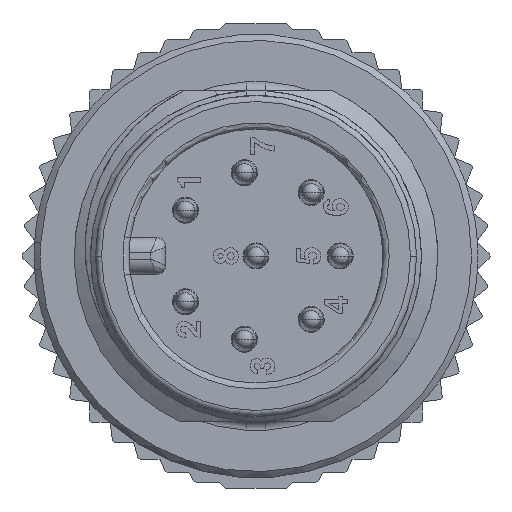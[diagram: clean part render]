
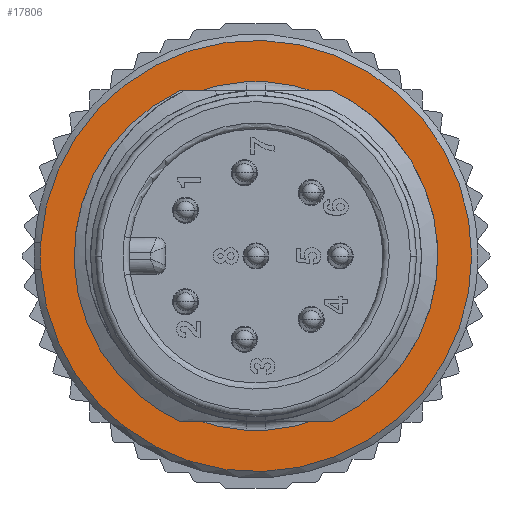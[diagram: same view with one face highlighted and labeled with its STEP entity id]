
A CAD part, left-side view. The second image highlights one B-rep face of the part: STEP entity #17806.
In plain terms, the highlighted planar face has unit normal (-1, 0, 0).
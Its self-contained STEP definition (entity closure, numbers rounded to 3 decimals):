
#1045=CARTESIAN_POINT('',(8.,0.,0.));
#1046=DIRECTION('',(1.,0.,0.));
#1047=DIRECTION('',(0.,0.998,0.063));
#1048=AXIS2_PLACEMENT_3D('',#1045,#1046,#1047);
#1050=CARTESIAN_POINT('',(8.,0.,0.));
#1051=DIRECTION('',(1.,0.,0.));
#1052=DIRECTION('',(0.,-1.,0.));
#1053=AXIS2_PLACEMENT_3D('',#1050,#1051,#1052);
#1055=CARTESIAN_POINT('',(8.,0.,0.));
#1056=DIRECTION('',(1.,0.,0.));
#1057=DIRECTION('',(0.,0.998,-0.063));
#1058=AXIS2_PLACEMENT_3D('',#1055,#1056,#1057);
#1060=CARTESIAN_POINT('',(8.,0.,0.));
#1061=DIRECTION('',(1.,0.,0.));
#1062=DIRECTION('',(0.,1.,0.));
#1063=AXIS2_PLACEMENT_3D('',#1060,#1061,#1062);
#1065=CARTESIAN_POINT('',(8.,0.,0.));
#1066=DIRECTION('',(-1.,0.,0.));
#1067=DIRECTION('',(0.,0.054,0.999));
#1068=AXIS2_PLACEMENT_3D('',#1065,#1066,#1067);
#1070=CARTESIAN_POINT('',(8.,0.,0.));
#1071=DIRECTION('',(-1.,0.,0.));
#1072=DIRECTION('',(0.,1.,-0.002));
#1073=AXIS2_PLACEMENT_3D('',#1070,#1071,#1072);
#1075=CARTESIAN_POINT('',(8.,0.,0.));
#1076=DIRECTION('',(-1.,0.,0.));
#1077=DIRECTION('',(0.,-0.054,-0.999));
#1078=AXIS2_PLACEMENT_3D('',#1075,#1076,#1077);
#1080=CARTESIAN_POINT('',(8.,0.,0.));
#1081=DIRECTION('',(-1.,0.,0.));
#1082=DIRECTION('',(0.,-1.,0.002));
#1083=AXIS2_PLACEMENT_3D('',#1080,#1081,#1082);
#4220=DIRECTION('',(0.,-1.,0.));
#4221=VECTOR('',#4220,0.622);
#4222=CARTESIAN_POINT('',(8.,0.31,5.7));
#4223=LINE('',#4222,#4221);
#4236=DIRECTION('',(0.,1.,0.));
#4237=VECTOR('',#4236,0.622);
#4238=CARTESIAN_POINT('',(8.,-0.31,-5.7));
#4239=LINE('',#4238,#4237);
#13326=CARTESIAN_POINT('',(8.,7.05,0.));
#13327=CARTESIAN_POINT('',(8.,7.036,0.443));
#13328=VERTEX_POINT('',#13326);
#13329=VERTEX_POINT('',#13327);
#13330=CARTESIAN_POINT('',(8.,7.036,-0.443));
#13331=VERTEX_POINT('',#13330);
#13332=CARTESIAN_POINT('',(8.,-7.05,0.));
#13333=VERTEX_POINT('',#13332);
#13334=CARTESIAN_POINT('',(8.,5.708,-0.009));
#13335=CARTESIAN_POINT('',(8.,0.311,-5.7));
#13336=VERTEX_POINT('',#13334);
#13337=VERTEX_POINT('',#13335);
#13338=CARTESIAN_POINT('',(8.,0.308,5.7));
#13339=VERTEX_POINT('',#13338);
#13340=CARTESIAN_POINT('',(8.,-0.31,-5.7));
#13341=VERTEX_POINT('',#13340);
#13342=CARTESIAN_POINT('',(8.,-5.708,0.009));
#13343=CARTESIAN_POINT('',(8.,-0.311,5.7));
#13344=VERTEX_POINT('',#13342);
#13345=VERTEX_POINT('',#13343);
#17779=CARTESIAN_POINT('',(8.,6.78,-6.78));
#17780=DIRECTION('',(-1.,0.,0.));
#17781=DIRECTION('',(0.,0.,1.));
#17782=AXIS2_PLACEMENT_3D('',#17779,#17780,#17781);
#17783=PLANE('',#17782);
#17785=ORIENTED_EDGE('',*,*,#17784,.T.);
#17787=ORIENTED_EDGE('',*,*,#17786,.T.);
#17788=ORIENTED_EDGE('',*,*,#17768,.T.);
#17789=ORIENTED_EDGE('',*,*,#17766,.T.);
#17790=EDGE_LOOP('',(#17785,#17787,#17788,#17789));
#17791=FACE_OUTER_BOUND('',#17790,.F.);
#17793=ORIENTED_EDGE('',*,*,#17792,.T.);
#17795=ORIENTED_EDGE('',*,*,#17794,.T.);
#17797=ORIENTED_EDGE('',*,*,#17796,.F.);
#17799=ORIENTED_EDGE('',*,*,#17798,.T.);
#17801=ORIENTED_EDGE('',*,*,#17800,.T.);
#17803=ORIENTED_EDGE('',*,*,#17802,.F.);
#17804=EDGE_LOOP('',(#17793,#17795,#17797,#17799,#17801,#17803));
#17805=FACE_BOUND('',#17804,.F.);
#17806=ADVANCED_FACE('',(#17791,#17805),#17783,.T.);
#1049=CIRCLE('',#1048,7.05);
#1054=CIRCLE('',#1053,7.05);
#1059=CIRCLE('',#1058,7.05);
#1064=CIRCLE('',#1063,7.05);
#1069=CIRCLE('',#1068,5.709);
#1074=CIRCLE('',#1073,5.709);
#1079=CIRCLE('',#1078,5.709);
#1084=CIRCLE('',#1083,5.709);
#17766=EDGE_CURVE('',#13328,#13329,#1064,.T.);
#17768=EDGE_CURVE('',#13331,#13328,#1059,.T.);
#17784=EDGE_CURVE('',#13329,#13333,#1049,.T.);
#17786=EDGE_CURVE('',#13333,#13331,#1054,.T.);
#17792=EDGE_CURVE('',#13339,#13336,#1069,.T.);
#17794=EDGE_CURVE('',#13336,#13337,#1074,.T.);
#17796=EDGE_CURVE('',#13341,#13337,#4239,.T.);
#17798=EDGE_CURVE('',#13341,#13344,#1079,.T.);
#17800=EDGE_CURVE('',#13344,#13345,#1084,.T.);
#17802=EDGE_CURVE('',#13339,#13345,#4223,.T.);
